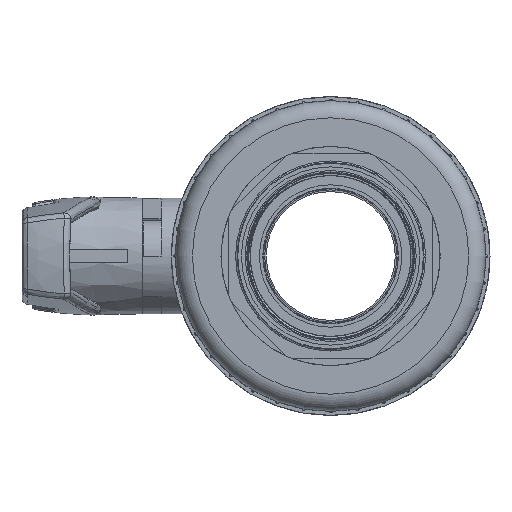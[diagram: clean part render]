
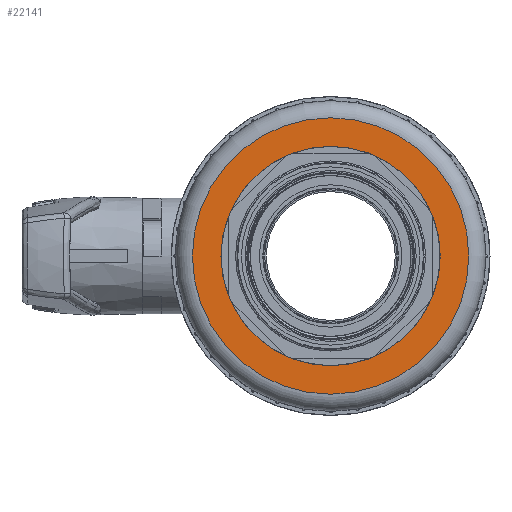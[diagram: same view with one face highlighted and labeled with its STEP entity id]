
A CAD part, left-side view. The second image highlights one B-rep face of the part: STEP entity #22141.
In plain terms, the highlighted planar face has unit normal (-1, 0, 0).
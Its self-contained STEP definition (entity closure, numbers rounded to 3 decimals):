
#596=FACE_BOUND('',#3539,.T.);
#1068=PLANE('',#24140);
#2210=FACE_OUTER_BOUND('',#3538,.T.);
#3538=EDGE_LOOP('',(#19787));
#3539=EDGE_LOOP('',(#19788));
#4545=CIRCLE('',#24141,94.54);
#4546=CIRCLE('',#24142,75.);
#10452=VERTEX_POINT('',#149655);
#10453=VERTEX_POINT('',#149657);
#13660=EDGE_CURVE('',#10452,#10452,#4545,.T.);
#13661=EDGE_CURVE('',#10453,#10453,#4546,.T.);
#19787=ORIENTED_EDGE('',*,*,#13660,.T.);
#19788=ORIENTED_EDGE('',*,*,#13661,.T.);
#22141=ADVANCED_FACE('',(#2210,#596),#1068,.F.);
#24140=AXIS2_PLACEMENT_3D('',#149654,#29406,#29407);
#24141=AXIS2_PLACEMENT_3D('',#149656,#29408,#29409);
#24142=AXIS2_PLACEMENT_3D('',#149658,#29410,#29411);
#29406=DIRECTION('center_axis',(1.,0.,0.));
#29407=DIRECTION('ref_axis',(0.,-1.,0.));
#29408=DIRECTION('center_axis',(-1.,0.,0.));
#29409=DIRECTION('ref_axis',(0.,1.,0.));
#29410=DIRECTION('center_axis',(1.,0.,0.));
#29411=DIRECTION('ref_axis',(0.,1.,0.));
#149654=CARTESIAN_POINT('Origin',(854.28,104.89,0.));
#149655=CARTESIAN_POINT('',(854.28,93.29,0.));
#149656=CARTESIAN_POINT('Origin',(854.28,-1.25,0.));
#149657=CARTESIAN_POINT('',(854.28,-1.25,-75.));
#149658=CARTESIAN_POINT('Origin',(854.28,-1.25,0.));
